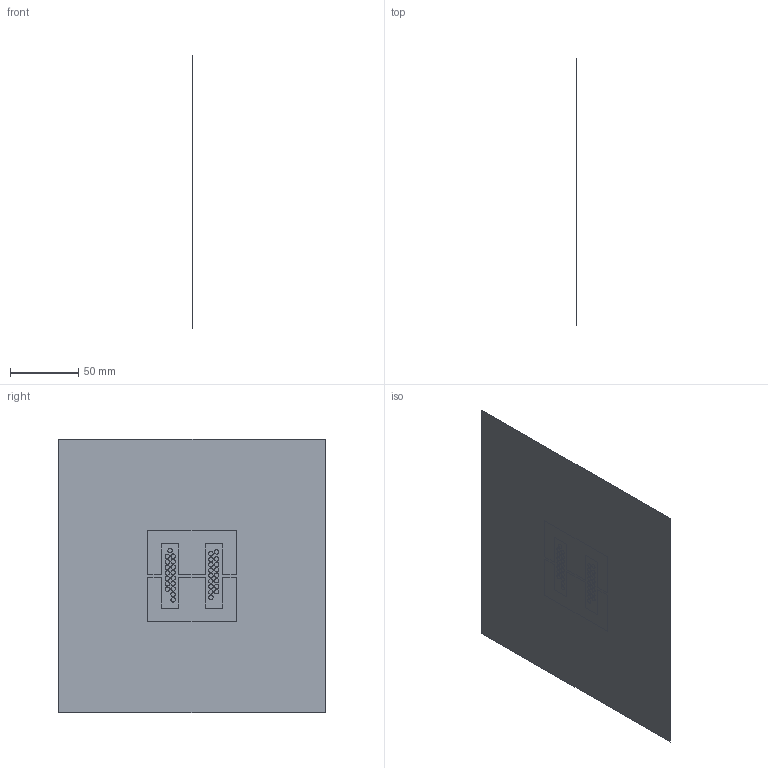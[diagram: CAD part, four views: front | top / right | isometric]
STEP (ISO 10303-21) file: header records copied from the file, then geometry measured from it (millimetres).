
FILE_DESCRIPTION(('FreeCAD Model'),'2;1');
FILE_NAME('Open CASCADE Shape Model','2025-05-21T10:01:06',(''),(''), 'Open CASCADE STEP processor 7.8','FreeCAD','Unknown');
FILE_SCHEMA(('AUTOMOTIVE_DESIGN { 1 0 10303 214 1 1 1 1 }'));
Length unit declared in the file: millimetre
Products named in the file (5): Unnamed; windings; core_t; air; core_b
Assembly tree (4 placements, depth 2):
  Unnamed
    windings
    core_t
    air
    core_b
Bounding box: 0 x 195.45 x 201.01 mm (x, y, z)
Surface area: 39288.4 mm2 (no closed solid volume)
Topology: 0 solids, 37 shells, 37 faces, 324 edges, 324 vertices
Faces by surface type: plane 37
Entity records: 3807 total; most frequent: CARTESIAN_POINT 690, DIRECTION 680, ORIENTED_EDGE 324, EDGE_CURVE 324, VERTEX_POINT 324, AXIS2_PLACEMENT_3D 314, ELLIPSE 272, FACE_BOUND 73
